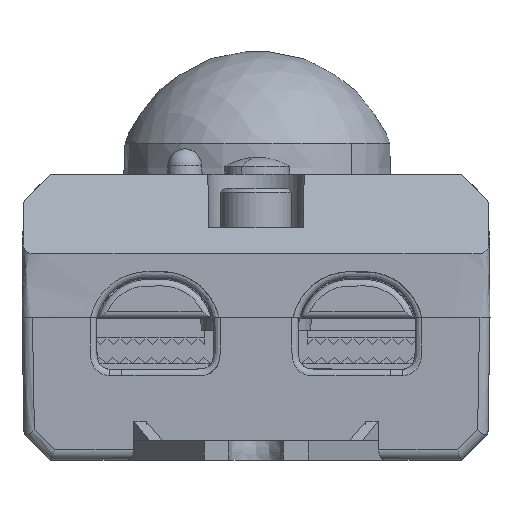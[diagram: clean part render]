
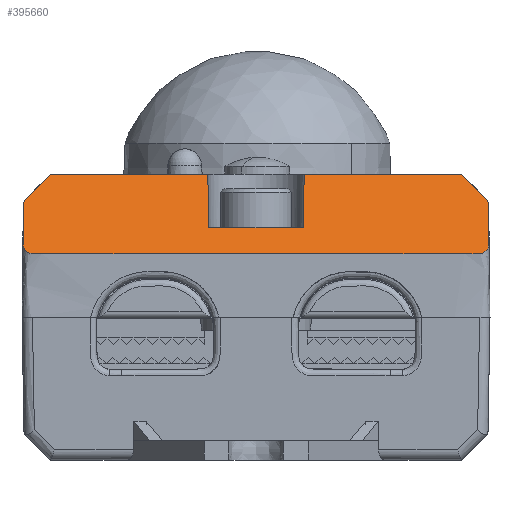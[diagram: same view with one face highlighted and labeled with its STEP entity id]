
A CAD part, left-side view. The second image highlights one B-rep face of the part: STEP entity #395660.
In plain terms, the highlighted face is planar.
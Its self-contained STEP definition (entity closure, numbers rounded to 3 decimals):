
#379430=CARTESIAN_POINT('',(-0.344,80.343,
8.964));
#379440=VERTEX_POINT('',#379430);
#379470=CARTESIAN_POINT('',(35.344,80.343,
8.964));
#379480=CARTESIAN_POINT('',(35.355,81.02,
8.287));
#379490=CARTESIAN_POINT('',(35.37,81.867,
7.44));
#379500=CARTESIAN_POINT('',(35.388,82.883,
6.424));
#379510=CARTESIAN_POINT('',(35.396,83.307,
6.001));
#379520=CARTESIAN_POINT('',(35.4,83.598,
5.71));
#379530=CARTESIAN_POINT('',(35.404,83.76,
5.548));
#379540=CARTESIAN_POINT('',(35.379,83.922,
5.386));
#379550=CARTESIAN_POINT('',(35.291,84.126,
5.181));
#379560=CARTESIAN_POINT('',(35.106,84.304,
5.004));
#379570=CARTESIAN_POINT('',(34.899,84.393,
4.914));
#379580=CARTESIAN_POINT('',(34.752,84.416,
4.891));
#379590=CARTESIAN_POINT('',(34.634,84.414,
4.893));
#379600=CARTESIAN_POINT('',(34.513,84.415,
4.893));
#379610=CARTESIAN_POINT('',(34.177,84.414,
4.893));
#379620=CARTESIAN_POINT('',(33.383,84.415,
4.893));
#379630=CARTESIAN_POINT('',(31.674,84.414,
4.893));
#379640=CARTESIAN_POINT('',(26.3,84.415,
4.893));
#379650=CARTESIAN_POINT('',(17.507,84.414,
4.893));
#379660=CARTESIAN_POINT('',(8.714,84.415,
4.893));
#379670=CARTESIAN_POINT('',(3.341,84.414,
4.893));
#379680=CARTESIAN_POINT('',(1.631,84.415,
4.893));
#379690=CARTESIAN_POINT('',(0.837,84.414,
4.893));
#379700=CARTESIAN_POINT('',(0.501,84.415,
4.893));
#379710=CARTESIAN_POINT('',(0.38,84.414,
4.893));
#379720=CARTESIAN_POINT('',(0.291,84.416,
4.892));
#379730=CARTESIAN_POINT('',(0.203,84.409,
4.898));
#379740=CARTESIAN_POINT('',(0.089,84.387,
4.92));
#379750=CARTESIAN_POINT('',(-0.199,84.268,
5.039));
#379760=CARTESIAN_POINT('',(-0.364,84.011,
5.297));
#379770=CARTESIAN_POINT('',(-0.404,83.767,
5.54));
#379780=CARTESIAN_POINT('',(-0.4,83.605,
5.703));
#379790=CARTESIAN_POINT('',(-0.396,83.313,
5.995));
#379800=CARTESIAN_POINT('',(-0.388,82.889,
6.419));
#379810=CARTESIAN_POINT('',(-0.37,81.87,
7.437));
#379820=CARTESIAN_POINT('',(-0.355,81.022,
8.286));
#379830=CARTESIAN_POINT('',(-0.344,80.343,
8.964));
#379840=B_SPLINE_CURVE_WITH_KNOTS('',3,(#379470,#379480,#379490,#379500,
#379510,#379520,#379530,#379540,#379550,#379560,#379570,#379580,#379590,
#379600,#379610,#379620,#379630,#379640,#379650,#379660,#379670,#379680,
#379690,#379700,#379710,#379720,#379730,#379740,#379750,#379760,#379770,
#379780,#379790,#379800,#379810,#379820,#379830),.UNSPECIFIED.,.F.,.F.,(
4,1,1,1,1,1,1,1,1,1,1,1,1,1,1,1,1,1,1,1,1,1,1,1,1,1,1,1,1,1,1,1,1,1,4),(
0.,0.062,0.077,0.093,
0.1,0.104,0.107,0.115,
0.123,0.127,0.13,0.132,
0.134,0.138,0.154,0.185,
0.248,0.5,0.752,0.815,
0.846,0.862,0.866,0.868,
0.87,0.871,0.873,0.877,
0.892,0.896,0.9,0.907,
0.923,0.938,1.),.UNSPECIFIED.);
#379850=CARTESIAN_POINT('',(35.344,80.343,
8.964));
#379860=VERTEX_POINT('',#379850);
#379870=EDGE_CURVE('',#379860,#379440,#379840,.T.);
#388690=CARTESIAN_POINT('',(33.308,78.308,
11.));
#388700=VERTEX_POINT('',#388690);
#388730=CARTESIAN_POINT('',(0.,78.308,11.));
#388740=DIRECTION('',(1.,0.,0.));
#388750=VECTOR('',#388740,1.);
#388760=LINE('',#388730,#388750);
#388770=CARTESIAN_POINT('',(21.206,78.308,
11.));
#388780=VERTEX_POINT('',#388770);
#388790=EDGE_CURVE('',#388780,#388700,#388760,.T.);
#389150=CARTESIAN_POINT('',(13.794,78.308,
11.));
#389160=VERTEX_POINT('',#389150);
#389190=CARTESIAN_POINT('',(0.,78.308,11.));
#389200=DIRECTION('',(-1.,0.,0.));
#389210=VECTOR('',#389200,1.);
#389220=LINE('',#389190,#389210);
#389230=CARTESIAN_POINT('',(1.692,78.308,
11.));
#389240=VERTEX_POINT('',#389230);
#389250=EDGE_CURVE('',#389160,#389240,#389220,.T.);
#395100=CARTESIAN_POINT('',(-45.,0.,89.308));
#395110=DIRECTION('',(-0.577,-0.577,
0.577));
#395120=VECTOR('',#395110,1.);
#395130=LINE('',#395100,#395120);
#395140=EDGE_CURVE('',#379860,#388700,#395130,.T.);
#395270=CARTESIAN_POINT('',(35.903,84.568,
4.739));
#395280=DIRECTION('',(-0.,-0.707,-0.707));
#395290=DIRECTION('',(0.,-0.707,0.707));
#395300=AXIS2_PLACEMENT_3D('',#395270,#395280,#395290);
#395310=PLANE('',#395300);
#395320=ORIENTED_EDGE('',*,*,#388790,.F.);
#395330=ORIENTED_EDGE('',*,*,#395140,.T.);
#395340=ORIENTED_EDGE('',*,*,#379870,.F.);
#395350=CARTESIAN_POINT('',(80.,0.,89.308));
#395360=DIRECTION('',(-0.577,0.577,
-0.577));
#395370=VECTOR('',#395360,1.);
#395380=LINE('',#395350,#395370);
#395390=EDGE_CURVE('',#389240,#379440,#395380,.T.);
#395400=ORIENTED_EDGE('',*,*,#395390,.T.);
#395410=ORIENTED_EDGE('',*,*,#389250,.T.);
#395420=CARTESIAN_POINT('',(13.794,78.308,
11.));
#395430=DIRECTION('',(0.012,0.707,
-0.707));
#395440=VECTOR('',#395430,1.);
#395450=LINE('',#395420,#395440);
#395460=CARTESIAN_POINT('',(13.865,82.415,
6.893));
#395470=VERTEX_POINT('',#395460);
#395480=EDGE_CURVE('',#389160,#395470,#395450,.T.);
#395490=ORIENTED_EDGE('',*,*,#395480,.F.);
#395500=CARTESIAN_POINT('',(0.,82.415,6.893));
#395510=DIRECTION('',(-1.,0.,0.));
#395520=VECTOR('',#395510,1.);
#395530=LINE('',#395500,#395520);
#395540=CARTESIAN_POINT('',(21.135,82.415,
6.893));
#395550=VERTEX_POINT('',#395540);
#395560=EDGE_CURVE('',#395550,#395470,#395530,.T.);
#395570=ORIENTED_EDGE('',*,*,#395560,.T.);
#395580=CARTESIAN_POINT('',(21.135,82.415,
6.893));
#395590=DIRECTION('',(0.012,-0.707,
0.707));
#395600=VECTOR('',#395590,1.);
#395610=LINE('',#395580,#395600);
#395620=EDGE_CURVE('',#395550,#388780,#395610,.T.);
#395630=ORIENTED_EDGE('',*,*,#395620,.F.);
#395640=EDGE_LOOP('',(#395630,#395570,#395490,#395410,#395400,#395340,
#395330,#395320));
#395650=FACE_OUTER_BOUND('',#395640,.T.);
#395660=ADVANCED_FACE('',(#395650),#395310,.T.);
